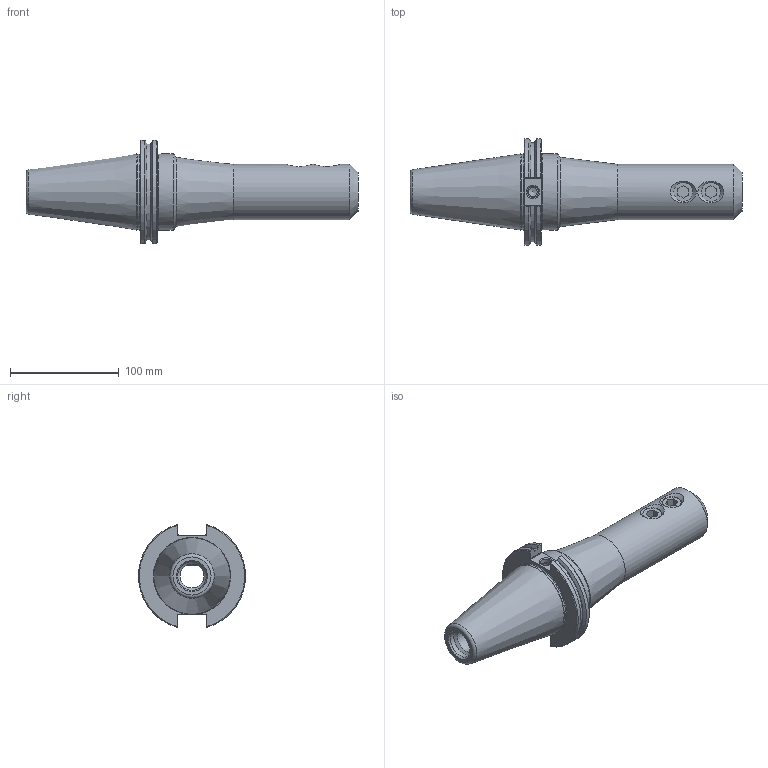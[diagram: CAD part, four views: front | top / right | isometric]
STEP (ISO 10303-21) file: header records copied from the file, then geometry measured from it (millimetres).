
FILE_DESCRIPTION((''),'2;1');
FILE_NAME('C50-10EM8.stp','2014-07-16T11:24:26',('kaykin'),(''),'Autodesk Inventor 2012','Autodesk Inventor 2012','');
FILE_SCHEMA(('AUTOMOTIVE_DESIGN { 1 0 10303 214 1 1 1 1 }'));
Length unit declared in the file: inch
Products named in the file (3): C50-10EM8; C50-10EM8-1; 029-926
Assembly tree (3 placements, depth 2):
  C50-10EM8
    C50-10EM8-1
    029-926  x2
Bounding box: 304.8 x 98.06 x 94.71 mm (x, y, z)
Volume: 658055.2 mm3; surface area: 90744.2 mm2
Topology: 3 solids, 3 shells, 120 faces, 302 edges, 193 vertices
Faces by surface type: plane 51, cylinder 31, cone 25, bspline 8, torus 5
Full cylindrical faces by diameter (mm): 8 x1, 10.135 x1, 17.323 x2, 19.05 x2, 21.971 x1, 25.4 x1, 26.365 x1, 26.416 x1, 50.8 x1, 69.342 x1, 69.85 x1
Entity records: 4192 total; most frequent: CARTESIAN_POINT 1660, ORIENTED_EDGE 474, DIRECTION 458, EDGE_CURVE 237, AXIS2_PLACEMENT_3D 179, VERTEX_POINT 169, EDGE_LOOP 150, FACE_OUTER_BOUND 108
